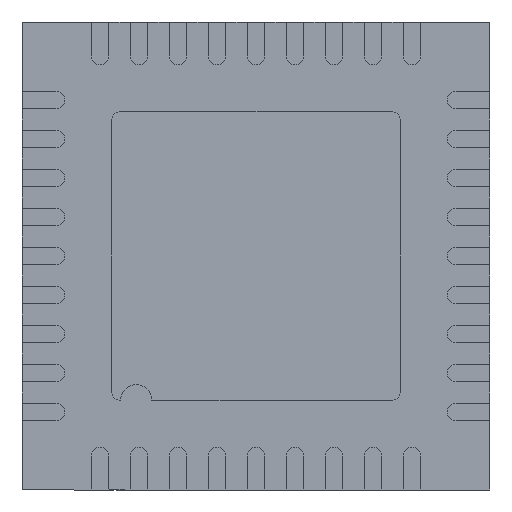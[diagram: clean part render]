
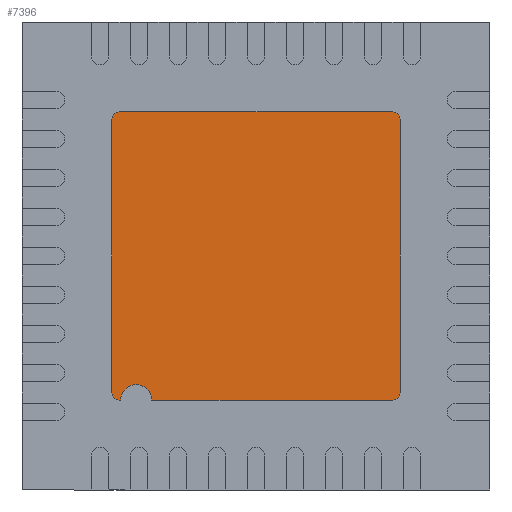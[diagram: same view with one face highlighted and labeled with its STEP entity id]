
A CAD part, front view. The second image highlights one B-rep face of the part: STEP entity #7396.
In plain terms, the highlighted planar face has unit normal (0, -1, 0).
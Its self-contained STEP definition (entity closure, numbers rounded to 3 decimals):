
#126 = CARTESIAN_POINT ( 'NONE',  ( -1.85, 0., 1.735 ) ) ;
#643 = DIRECTION ( 'NONE',  ( 0., -1., 0. ) ) ;
#744 = DIRECTION ( 'NONE',  ( 1., 0., 0. ) ) ;
#1064 = EDGE_CURVE ( 'NONE', #3127, #7180, #10164, .T. ) ;
#1179 = CARTESIAN_POINT ( 'NONE',  ( 1.735, 0., 1.85 ) ) ;
#1229 = ORIENTED_EDGE ( 'NONE', *, *, #2616, .T. ) ;
#1293 = EDGE_CURVE ( 'NONE', #7180, #5359, #1346, .T. ) ;
#1346 = CIRCLE ( 'NONE', #10511, 0.115 ) ;
#1643 = ORIENTED_EDGE ( 'NONE', *, *, #4511, .F. ) ;
#1853 = EDGE_CURVE ( 'NONE', #8554, #3127, #8182, .T. ) ;
#1918 = ORIENTED_EDGE ( 'NONE', *, *, #1064, .T. ) ;
#2616 = EDGE_CURVE ( 'NONE', #5359, #9559, #4709, .T. ) ;
#2723 = ORIENTED_EDGE ( 'NONE', *, *, #1853, .T. ) ;
#2814 = CARTESIAN_POINT ( 'NONE',  ( 1.735, 0., 1.85 ) ) ;
#3127 = VERTEX_POINT ( 'NONE', #4454 ) ;
#3151 = DIRECTION ( 'NONE',  ( 0., 0., 1. ) ) ;
#3368 = DIRECTION ( 'NONE',  ( 0., 0., -1. ) ) ;
#3425 = EDGE_CURVE ( 'NONE', #9559, #5946, #11116, .T. ) ;
#3549 = VERTEX_POINT ( 'NONE', #7801 ) ;
#3561 = DIRECTION ( 'NONE',  ( 0., -1., 0. ) ) ;
#3734 = DIRECTION ( 'NONE',  ( -1., 0., 0. ) ) ;
#3786 = FACE_OUTER_BOUND ( 'NONE', #12262, .T. ) ;
#3828 = CARTESIAN_POINT ( 'NONE',  ( 1.735, 0., -1.735 ) ) ;
#4066 = CARTESIAN_POINT ( 'NONE',  ( -1.735, 0., 1.85 ) ) ;
#4454 = CARTESIAN_POINT ( 'NONE',  ( 1.85, 0., -1.735 ) ) ;
#4511 = EDGE_CURVE ( 'NONE', #5405, #3549, #5575, .T. ) ;
#4709 = LINE ( 'NONE', #2814, #7407 ) ;
#5219 = CARTESIAN_POINT ( 'NONE',  ( 1.85, 0., 1.735 ) ) ;
#5245 = AXIS2_PLACEMENT_3D ( 'NONE', #11117, #5516, #6444 ) ;
#5255 = ORIENTED_EDGE ( 'NONE', *, *, #8435, .T. ) ;
#5329 = CARTESIAN_POINT ( 'NONE',  ( -1.85, 0., -1.735 ) ) ;
#5359 = VERTEX_POINT ( 'NONE', #1179 ) ;
#5405 = VERTEX_POINT ( 'NONE', #6113 ) ;
#5516 = DIRECTION ( 'NONE',  ( 0., -1., 0. ) ) ;
#5562 = CARTESIAN_POINT ( 'NONE',  ( -1.535, 0., -1.85 ) ) ;
#5575 = CIRCLE ( 'NONE', #9530, 0.2 ) ;
#5823 = DIRECTION ( 'NONE',  ( 0., 0., -1. ) ) ;
#5937 = CARTESIAN_POINT ( 'NONE',  ( 1.85, 0., -1.735 ) ) ;
#5946 = VERTEX_POINT ( 'NONE', #126 ) ;
#5997 = AXIS2_PLACEMENT_3D ( 'NONE', #10594, #11556, #5823 ) ;
#6113 = CARTESIAN_POINT ( 'NONE',  ( -1.335, 0., -1.85 ) ) ;
#6129 = EDGE_CURVE ( 'NONE', #5946, #8632, #7565, .T. ) ;
#6318 = ORIENTED_EDGE ( 'NONE', *, *, #3425, .T. ) ;
#6418 = ORIENTED_EDGE ( 'NONE', *, *, #6129, .T. ) ;
#6444 = DIRECTION ( 'NONE',  ( 0., 0., -1. ) ) ;
#6518 = VECTOR ( 'NONE', #3368, 1000. ) ;
#7180 = VERTEX_POINT ( 'NONE', #5219 ) ;
#7264 = DIRECTION ( 'NONE',  ( 0., 0., 1. ) ) ;
#7370 = DIRECTION ( 'NONE',  ( 0., 0., -1. ) ) ;
#7396 = ADVANCED_FACE ( 'NONE', ( #3786 ), #8250, .T. ) ;
#7401 = EDGE_CURVE ( 'NONE', #8632, #3549, #9932, .T. ) ;
#7407 = VECTOR ( 'NONE', #3734, 1000. ) ;
#7466 = VECTOR ( 'NONE', #3151, 1000. ) ;
#7565 = LINE ( 'NONE', #5329, #6518 ) ;
#7634 = VECTOR ( 'NONE', #744, 1000. ) ;
#7801 = CARTESIAN_POINT ( 'NONE',  ( -1.735, 0., -1.85 ) ) ;
#7858 = AXIS2_PLACEMENT_3D ( 'NONE', #3828, #8636, #11512 ) ;
#8182 = CIRCLE ( 'NONE', #7858, 0.115 ) ;
#8250 = PLANE ( 'NONE',  #5245 ) ;
#8287 = CARTESIAN_POINT ( 'NONE',  ( 1.735, 0., -1.85 ) ) ;
#8435 = EDGE_CURVE ( 'NONE', #5405, #8554, #10048, .T. ) ;
#8554 = VERTEX_POINT ( 'NONE', #8287 ) ;
#8621 = AXIS2_PLACEMENT_3D ( 'NONE', #12037, #643, #7264 ) ;
#8632 = VERTEX_POINT ( 'NONE', #12317 ) ;
#8636 = DIRECTION ( 'NONE',  ( 0., -1., 0. ) ) ;
#9530 = AXIS2_PLACEMENT_3D ( 'NONE', #5562, #10262, #12196 ) ;
#9559 = VERTEX_POINT ( 'NONE', #4066 ) ;
#9932 = CIRCLE ( 'NONE', #8621, 0.115 ) ;
#10048 = LINE ( 'NONE', #10202, #7634 ) ;
#10164 = LINE ( 'NONE', #5937, #7466 ) ;
#10202 = CARTESIAN_POINT ( 'NONE',  ( 1.735, 0., -1.85 ) ) ;
#10262 = DIRECTION ( 'NONE',  ( 0., -1., 0. ) ) ;
#10373 = ORIENTED_EDGE ( 'NONE', *, *, #7401, .T. ) ;
#10511 = AXIS2_PLACEMENT_3D ( 'NONE', #12170, #3561, #7370 ) ;
#10594 = CARTESIAN_POINT ( 'NONE',  ( -1.735, 0., 1.735 ) ) ;
#11116 = CIRCLE ( 'NONE', #5997, 0.115 ) ;
#11117 = CARTESIAN_POINT ( 'NONE',  ( 1.735, 0., 1.735 ) ) ;
#11512 = DIRECTION ( 'NONE',  ( 0., 0., -1. ) ) ;
#11556 = DIRECTION ( 'NONE',  ( 0., -1., 0. ) ) ;
#11803 = ORIENTED_EDGE ( 'NONE', *, *, #1293, .T. ) ;
#12037 = CARTESIAN_POINT ( 'NONE',  ( -1.735, 0., -1.735 ) ) ;
#12170 = CARTESIAN_POINT ( 'NONE',  ( 1.735, 0., 1.735 ) ) ;
#12196 = DIRECTION ( 'NONE',  ( 0., 0., -1. ) ) ;
#12262 = EDGE_LOOP ( 'NONE', ( #1643, #5255, #2723, #1918, #11803, #1229, #6318, #6418, #10373 ) ) ;
#12317 = CARTESIAN_POINT ( 'NONE',  ( -1.85, 0., -1.735 ) ) ;
